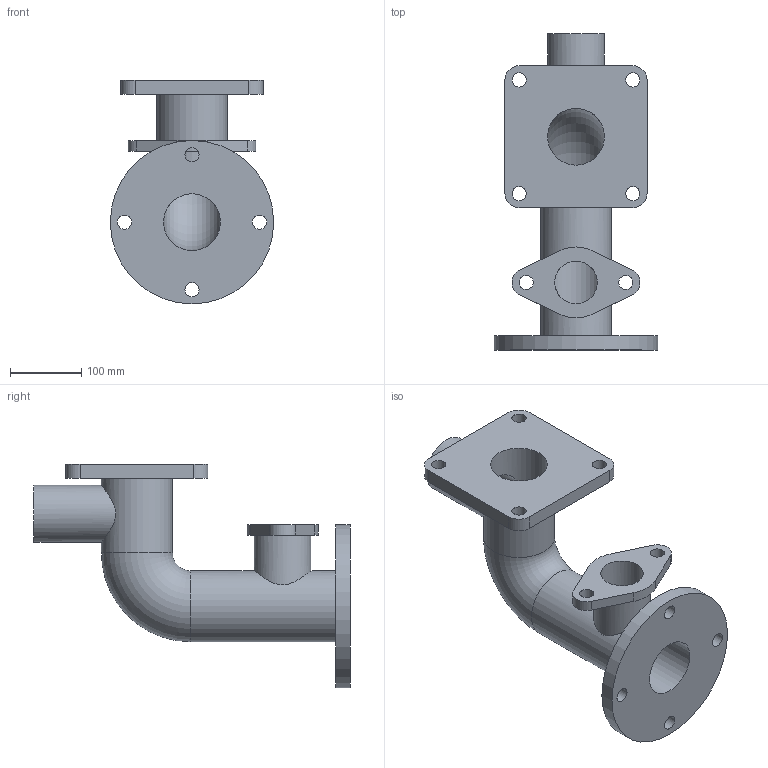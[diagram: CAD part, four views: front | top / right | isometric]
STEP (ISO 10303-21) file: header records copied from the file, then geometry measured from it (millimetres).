
FILE_DESCRIPTION(/* description */ (''),/* implementation_level */ '2;1');
FILE_NAME(/* name */ 'Part 059.stp',/* time_stamp */ '2015-02-23T14:19:28+02:00',/* author */ ('SFC'),/* organization */ (''),/* preprocessor_version */ 'ST-DEVELOPER v15.2',/* originating_system */ 'Autodesk Inventor 2014',/* authorisation */ '');
FILE_SCHEMA (('AUTOMOTIVE_DESIGN { 1 0 10303 214 3 1 1 }'));
Length unit declared in the file: millimetre
Products named in the file (1): Part 059
Bounding box: 230 x 445 x 315 mm (x, y, z)
Volume: 3000342 mm3; surface area: 508974.7 mm2
Topology: 1 solids, 1 shells, 44 faces, 117 edges, 80 vertices
Faces by surface type: cylinder 27, plane 15, torus 2
Full cylindrical faces by diameter (mm): 20 x10, 60 x2, 80 x4, 100 x2, 230 x1
Entity records: 1544 total; most frequent: CARTESIAN_POINT 461, DIRECTION 222, ORIENTED_EDGE 172, EDGE_LOOP 96, AXIS2_PLACEMENT_3D 95, EDGE_CURVE 86, VERTEX_POINT 70, FACE_BOUND 59
